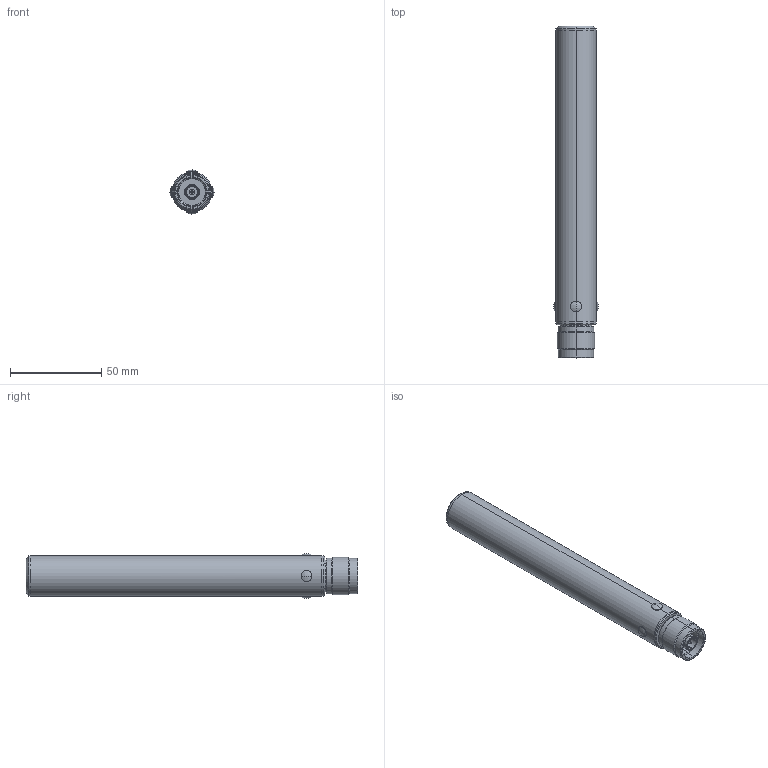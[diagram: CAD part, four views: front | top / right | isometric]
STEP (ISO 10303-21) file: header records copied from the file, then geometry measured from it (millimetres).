
FILE_DESCRIPTION (( 'STEP AP214' ), '1' );
FILE_NAME ('FMANOM1141_3D.step', '2023-11-14T05:57:39', ( '' ), ( '' ), 'SwSTEP 2.0', 'SolidWorks 2022', '' );
FILE_SCHEMA (( 'AUTOMOTIVE_DESIGN' ));
Length unit declared in the file: inch
Products named in the file (6): FMANOM1141_3D; cap^FMANOM1141; locating plug^FMANOM1141; conn receiver^FMANOM1141; tube^FMANOM1141; n-type conn^FMANOM1141
Assembly tree (8 placements, depth 2):
  FMANOM1141_3D
    cap^FMANOM1141
    tube^FMANOM1141
    conn receiver^FMANOM1141
    n-type conn^FMANOM1141
    locating plug^FMANOM1141  x4
Bounding box: 24.4 x 182.25 x 24.4 mm (x, y, z)
Volume: 21536 mm3; surface area: 28951.8 mm2
Topology: 8 solids, 8 shells, 488 faces, 1342 edges, 884 vertices
Faces by surface type: plane 267, cylinder 158, cone 35, torus 14, bspline 12, sphere 2
Entity records: 10457 total; most frequent: CARTESIAN_POINT 3538, ORIENTED_EDGE 1406, DIRECTION 1385, EDGE_CURVE 703, AXIS2_PLACEMENT_3D 512, VERTEX_POINT 458, VECTOR 361, LINE 361
